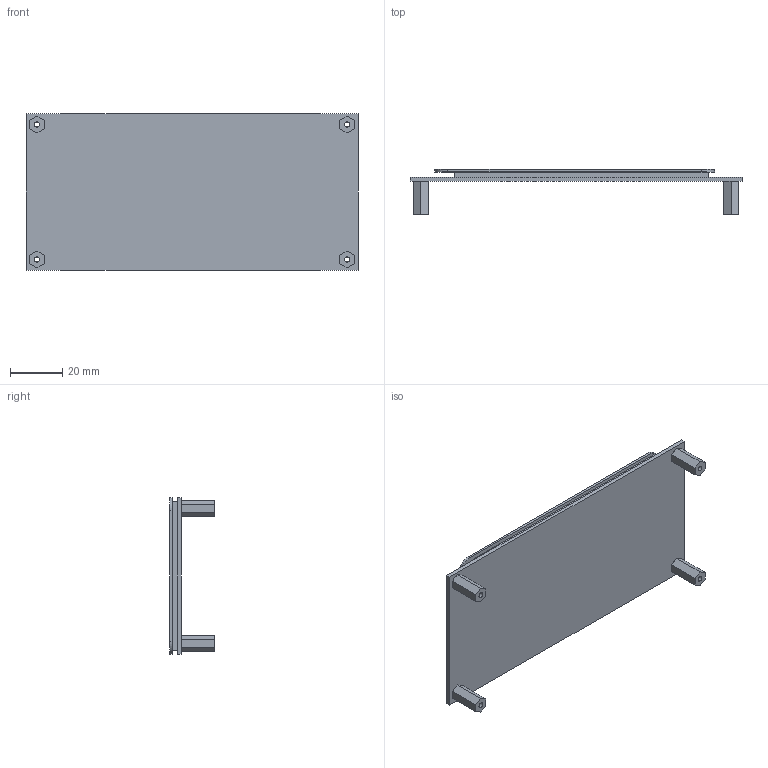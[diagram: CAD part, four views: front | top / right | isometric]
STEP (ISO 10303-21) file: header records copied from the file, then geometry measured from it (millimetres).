
FILE_DESCRIPTION (( 'STEP AP214' ), '1' );
FILE_NAME ('STM32F469I_DISCO.STEP', '2018-05-15T18:15:56', ( '' ), ( '' ), 'SwSTEP 2.0', 'SolidWorks 2016', '' );
FILE_SCHEMA (( 'AUTOMOTIVE_DESIGN' ));
Length unit declared in the file: millimetre
Products named in the file (1): STM32F469I_DISCO
Bounding box: 127 x 17.2 x 60 mm (x, y, z)
Volume: 29923.5 mm3; surface area: 19842.7 mm2
Topology: 1 solids, 1 shells, 68 faces, 168 edges, 112 vertices
Faces by surface type: plane 48, cylinder 20
Entity records: 2678 total; most frequent: CARTESIAN_POINT 349, DIRECTION 346, ORIENTED_EDGE 336, EDGE_CURVE 168, VECTOR 128, LINE 128, VERTEX_POINT 112, AXIS2_PLACEMENT_3D 109
